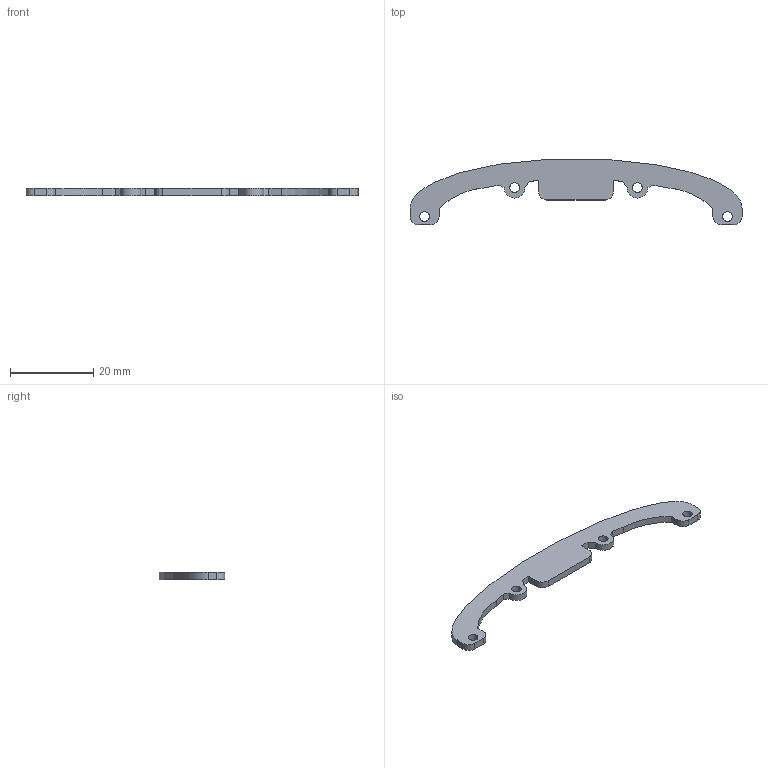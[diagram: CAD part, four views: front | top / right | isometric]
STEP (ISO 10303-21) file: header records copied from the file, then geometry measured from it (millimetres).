
FILE_DESCRIPTION (( 'STEP AP214' ), '1' );
FILE_NAME ('SensorBoard_projectinSolid.STEP', '2021-12-05T09:47:17', ( '' ), ( '' ), 'SwSTEP 2.0', 'SolidWorks 2021', '' );
FILE_SCHEMA (( 'AUTOMOTIVE_DESIGN' ));
Length unit declared in the file: millimetre
Products named in the file (1): SensorBoard_projectinSolid
Bounding box: 80 x 15.86 x 1.7 mm (x, y, z)
Volume: 951 mm3; surface area: 1505.1 mm2
Topology: 1 solids, 1 shells, 38 faces, 108 edges, 72 vertices
Faces by surface type: cylinder 16, plane 15, bspline 7
Entity records: 1373 total; most frequent: CARTESIAN_POINT 350, ORIENTED_EDGE 216, DIRECTION 190, EDGE_CURVE 108, VERTEX_POINT 72, AXIS2_PLACEMENT_3D 64, VECTOR 62, LINE 62
